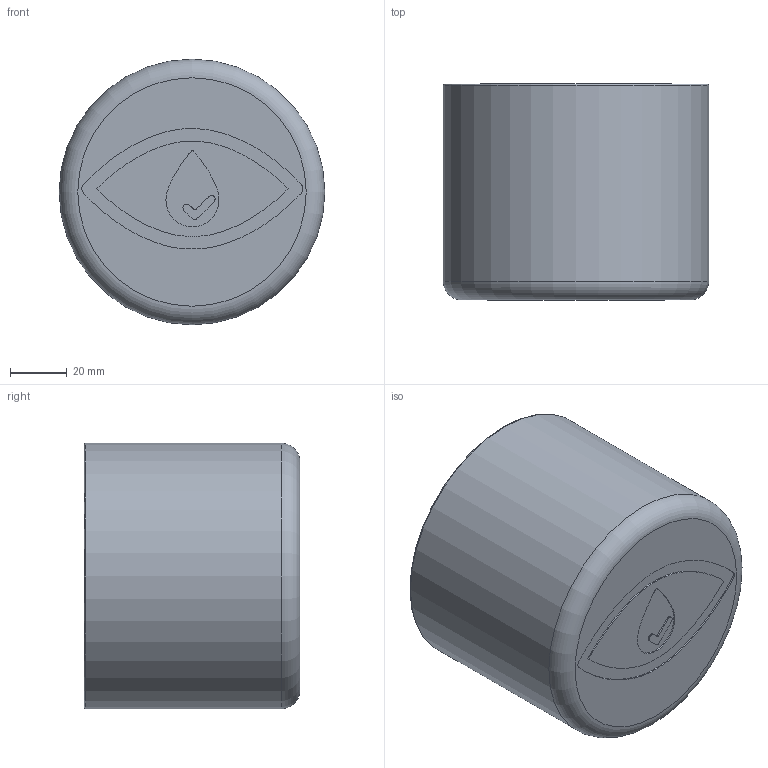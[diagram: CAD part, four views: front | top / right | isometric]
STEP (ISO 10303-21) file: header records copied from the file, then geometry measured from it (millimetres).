
FILE_DESCRIPTION(/* description */ (''),/* implementation_level */ '2;1');
FILE_NAME(/* name */ 'uvc_lid.step',/* time_stamp */ '2023-12-29T21:05:17+01:00',/* author */ (''),/* organization */ (''),/* preprocessor_version */ 'ST-DEVELOPER v20',/* originating_system */ 'Autodesk Translation Framework v12.14.0.127',/* authorisation */ '');
FILE_SCHEMA (('AUTOMOTIVE_DESIGN { 1 0 10303 214 3 1 1 }'));
Length unit declared in the file: millimetre
Products named in the file (1): FusionComponent
Bounding box: 93.2 x 75.7 x 93.2 mm (x, y, z)
Volume: 62415 mm3; surface area: 54693.6 mm2
Topology: 1 solids, 1 shells, 155 faces, 444 edges, 296 vertices
Faces by surface type: cylinder 140, plane 11, torus 4
Full cylindrical faces by diameter (mm): 88.8 x1, 93.2 x1
Entity records: 5283 total; most frequent: DIRECTION 1048, CARTESIAN_POINT 896, ORIENTED_EDGE 888, AXIS2_PLACEMENT_3D 448, EDGE_CURVE 444, VERTEX_POINT 296, CIRCLE 292, EDGE_LOOP 160
